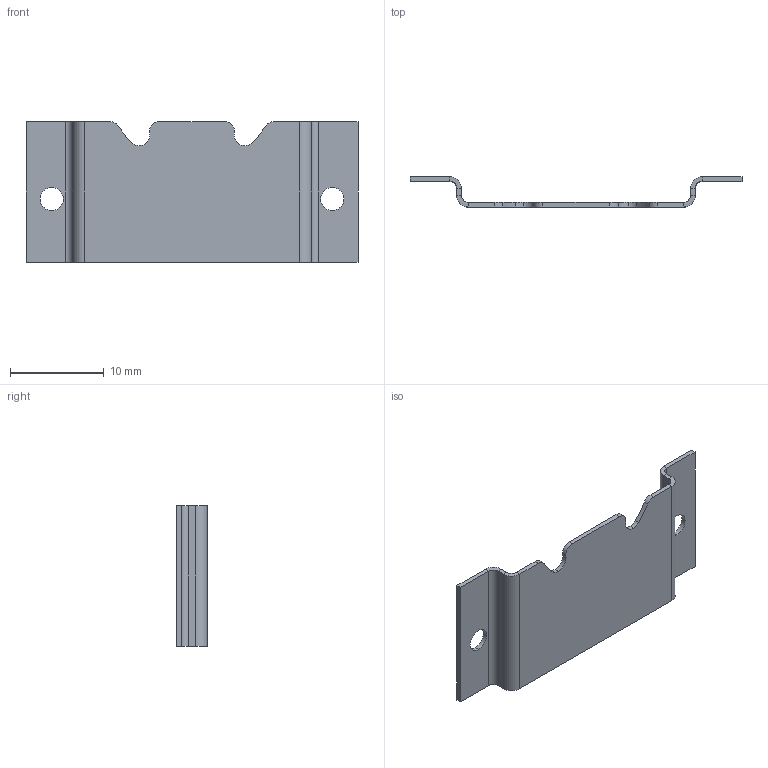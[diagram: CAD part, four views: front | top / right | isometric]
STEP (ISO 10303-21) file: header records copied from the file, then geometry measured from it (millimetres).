
FILE_DESCRIPTION (( 'STEP AP214' ), '1' );
FILE_NAME ('arm_Stoper_forearm.STEP', '2017-10-25T04:49:34', ( '' ), ( '' ), 'SwSTEP 2.0', 'SolidWorks 2017', '' );
FILE_SCHEMA (( 'AUTOMOTIVE_DESIGN' ));
Length unit declared in the file: millimetre
Products named in the file (2): arm_Stoper_forearm
Bounding box: 35.5 x 3.25 x 15 mm (x, y, z)
Volume: 283 mm3; surface area: 1197 mm2
Topology: 1 solids, 1 shells, 54 faces, 124 edges, 72 vertices
Faces by surface type: plane 32, cylinder 22
Entity records: 1553 total; most frequent: DIRECTION 280, CARTESIAN_POINT 252, ORIENTED_EDGE 248, EDGE_CURVE 124, AXIS2_PLACEMENT_3D 100, LINE 80, VECTOR 80, VERTEX_POINT 72
